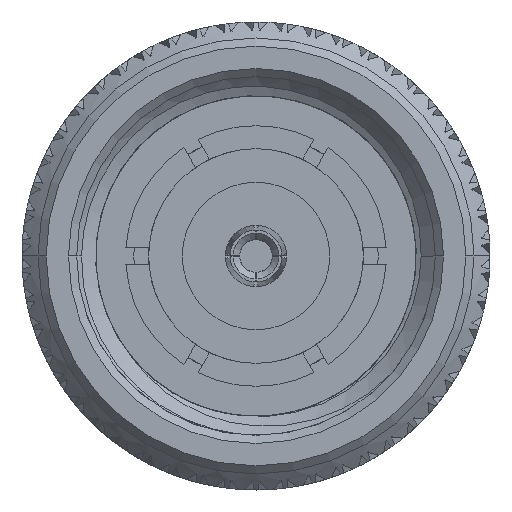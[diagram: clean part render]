
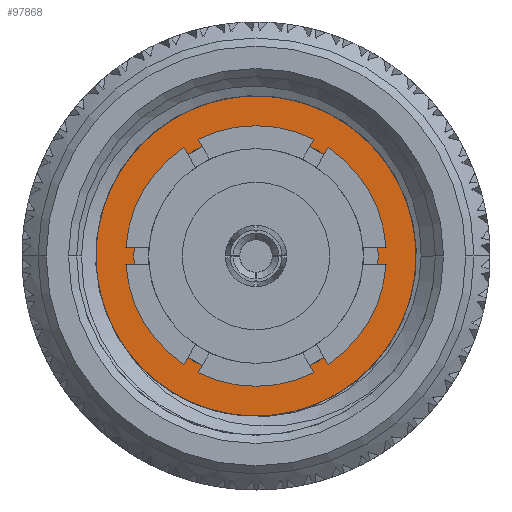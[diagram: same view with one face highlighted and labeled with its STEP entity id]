
A CAD part, left-side view. The second image highlights one B-rep face of the part: STEP entity #97868.
In plain terms, the highlighted planar face has unit normal (-1, 0, 0).
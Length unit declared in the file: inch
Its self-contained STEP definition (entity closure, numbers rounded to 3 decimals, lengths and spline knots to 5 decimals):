
#182 = CARTESIAN_POINT ( 'NONE',  ( 0.315, -0.20629, -0.02311 ) ) ;
#1246 = CARTESIAN_POINT ( 'NONE',  ( 0.315, -0.20807, 0.00748 ) ) ;
#1761 = CARTESIAN_POINT ( 'NONE',  ( 0.315, -0.08576, -0.1772 ) ) ;
#2731 = EDGE_CURVE ( 'NONE', #47797, #69564, #63973, .T. ) ;
#4929 = EDGE_LOOP ( 'NONE', ( #14366, #34387 ) ) ;
#7583 = DIRECTION ( 'NONE',  ( 0., 1., 0. ) ) ;
#8487 = ORIENTED_EDGE ( 'NONE', *, *, #2731, .T. ) ;
#11006 = CARTESIAN_POINT ( 'NONE',  ( 0.315, -0.0929, 0.19804 ) ) ;
#13665 = EDGE_CURVE ( 'NONE', #85164, #88856, #55868, .T. ) ;
#14354 = VECTOR ( 'NONE', #24312, 39.37008 ) ;
#14366 = ORIENTED_EDGE ( 'NONE', *, *, #43596, .T. ) ;
#17553 = CARTESIAN_POINT ( 'NONE',  ( 0.315, -0.13757, -0.14502 ) ) ;
#20477 = EDGE_CURVE ( 'NONE', #69564, #93257, #27739, .T. ) ;
#22748 = CARTESIAN_POINT ( 'NONE',  ( 0.315, -0.11106, 0.18848 ) ) ;
#23054 = ORIENTED_EDGE ( 'NONE', *, *, #20477, .T. ) ;
#23865 = CARTESIAN_POINT ( 'NONE',  ( 0.315, 0.21875, 0. ) ) ;
#24312 = DIRECTION ( 'NONE',  ( 0., 0., 1. ) ) ;
#26783 = CARTESIAN_POINT ( 'NONE',  ( 0.315, -0.19988, 0.06777 ) ) ;
#27739 = B_SPLINE_CURVE_WITH_KNOTS ( 'NONE', 3,
 ( #106355, #41658, #64986, #73680 ),
 .UNSPECIFIED., .F., .F.,
 ( 4, 4 ),
 ( 0., 0.00172 ),
 .UNSPECIFIED. ) ;
#29453 = FACE_OUTER_BOUND ( 'NONE', #84443, .T. ) ;
#29490 = CARTESIAN_POINT ( 'NONE',  ( 0.315, 0., 0. ) ) ;
#29746 = CIRCLE ( 'NONE', #66101, 0.149 ) ;
#31645 = AXIS2_PLACEMENT_3D ( 'NONE', #54982, #72335, #87574 ) ;
#34387 = ORIENTED_EDGE ( 'NONE', *, *, #13665, .T. ) ;
#34392 = CARTESIAN_POINT ( 'NONE',  ( 0.315, -0.20791, 0.01776 ) ) ;
#34916 = CARTESIAN_POINT ( 'NONE',  ( 0.315, -0.1968, 0.07763 ) ) ;
#35061 = ORIENTED_EDGE ( 'NONE', *, *, #37948, .T. ) ;
#36579 = DIRECTION ( 'NONE',  ( 1., 0., 0. ) ) ;
#37948 = EDGE_CURVE ( 'NONE', #93257, #77708, #48750, .T. ) ;
#38008 = CARTESIAN_POINT ( 'NONE',  ( 0.315, -0.16916, 0.13176 ) ) ;
#38043 = ORIENTED_EDGE ( 'NONE', *, *, #57617, .F. ) ;
#38160 = FACE_BOUND ( 'NONE', #4929, .T. ) ;
#38546 = CARTESIAN_POINT ( 'NONE',  ( 0.315, -0.14972, 0.15536 ) ) ;
#39102 = CARTESIAN_POINT ( 'NONE',  ( 0.315, -0.18495, 0.10566 ) ) ;
#41658 = CARTESIAN_POINT ( 'NONE',  ( 0.315, -0.02262, -0.19555 ) ) ;
#42577 = CARTESIAN_POINT ( 'NONE',  ( 0.315, -0.07629, -0.18093 ) ) ;
#43491 = VERTEX_POINT ( 'NONE', #23865 ) ;
#43596 = EDGE_CURVE ( 'NONE', #88856, #85164, #29746, .T. ) ;
#47201 = CARTESIAN_POINT ( 'NONE',  ( 0.315, 0., -0.19555 ) ) ;
#47797 = VERTEX_POINT ( 'NONE', #70843 ) ;
#48750 = B_SPLINE_CURVE_WITH_KNOTS ( 'NONE', 3,
 ( #100167, #42577, #1761, #68561, #91980, #75677, #17553, #66428, #51785, #82738, #74589, #101785, #182, #1246, #34392, #100703, #92517, #26783, #34916, #62941, #39102, #97225, #38008, #85414, #38546, #93594, #22748, #11006 ),
 .UNSPECIFIED., .F., .F.,
 ( 4, 2, 2, 2, 2, 2, 2, 2, 2, 2, 2, 2, 2, 4 ),
 ( 0., 0.00077, 0.00155, 0.00232, 0.0031, 0.00464, 0.00619, 0.00697, 0.00774, 0.00852, 0.00929, 0.01006, 0.01084, 0.01239 ),
 .UNSPECIFIED. ) ;
#49951 = CIRCLE ( 'NONE', #77660, 0.21875 ) ;
#51785 = CARTESIAN_POINT ( 'NONE',  ( 0.315, -0.15915, -0.12333 ) ) ;
#53932 = PLANE ( 'NONE',  #31645 ) ;
#54173 = AXIS2_PLACEMENT_3D ( 'NONE', #106234, #72486, #105696 ) ;
#54982 = CARTESIAN_POINT ( 'NONE',  ( 0.315, 0., 0. ) ) ;
#55868 = CIRCLE ( 'NONE', #54173, 0.149 ) ;
#57617 = EDGE_CURVE ( 'NONE', #47797, #43491, #77141, .T. ) ;
#59110 = CARTESIAN_POINT ( 'NONE',  ( 0.315, 0., 0. ) ) ;
#62941 = CARTESIAN_POINT ( 'NONE',  ( 0.315, -0.18933, 0.09653 ) ) ;
#63494 = EDGE_CURVE ( 'NONE', #43491, #77708, #49951, .T. ) ;
#63973 = LINE ( 'NONE', #80262, #14354 ) ;
#64986 = CARTESIAN_POINT ( 'NONE',  ( 0.315, -0.04518, -0.1916 ) ) ;
#66016 = DIRECTION ( 'NONE',  ( 0., -1., 0. ) ) ;
#66101 = AXIS2_PLACEMENT_3D ( 'NONE', #59110, #67281, #7583 ) ;
#66428 = CARTESIAN_POINT ( 'NONE',  ( 0.315, -0.15227, -0.13097 ) ) ;
#67225 = CARTESIAN_POINT ( 'NONE',  ( 0.315, -0.149, 0. ) ) ;
#67281 = DIRECTION ( 'NONE',  ( 1., 0., 0. ) ) ;
#68561 = CARTESIAN_POINT ( 'NONE',  ( 0.315, -0.10405, -0.16834 ) ) ;
#68690 = CARTESIAN_POINT ( 'NONE',  ( 0.315, -0.06646, -0.18391 ) ) ;
#69564 = VERTEX_POINT ( 'NONE', #47201 ) ;
#70761 = DIRECTION ( 'NONE',  ( 0., -1., 0. ) ) ;
#70843 = CARTESIAN_POINT ( 'NONE',  ( 0.315, 0., -0.21875 ) ) ;
#72335 = DIRECTION ( 'NONE',  ( -1., 0., 0. ) ) ;
#72486 = DIRECTION ( 'NONE',  ( 1., 0., 0. ) ) ;
#73680 = CARTESIAN_POINT ( 'NONE',  ( 0.315, -0.06646, -0.18391 ) ) ;
#74589 = CARTESIAN_POINT ( 'NONE',  ( 0.315, -0.18775, -0.08136 ) ) ;
#74724 = CARTESIAN_POINT ( 'NONE',  ( 0.315, 0., 0. ) ) ;
#75677 = CARTESIAN_POINT ( 'NONE',  ( 0.315, -0.12971, -0.15147 ) ) ;
#77141 = CIRCLE ( 'NONE', #104954, 0.21875 ) ;
#77660 = AXIS2_PLACEMENT_3D ( 'NONE', #29490, #36579, #70761 ) ;
#77708 = VERTEX_POINT ( 'NONE', #87203 ) ;
#80262 = CARTESIAN_POINT ( 'NONE',  ( 0.315, 0., 0. ) ) ;
#82076 = ORIENTED_EDGE ( 'NONE', *, *, #63494, .F. ) ;
#82738 = CARTESIAN_POINT ( 'NONE',  ( 0.315, -0.17788, -0.09907 ) ) ;
#84443 = EDGE_LOOP ( 'NONE', ( #38043, #8487, #23054, #35061, #82076 ) ) ;
#85164 = VERTEX_POINT ( 'NONE', #67225 ) ;
#85414 = CARTESIAN_POINT ( 'NONE',  ( 0.315, -0.15654, 0.14785 ) ) ;
#87203 = CARTESIAN_POINT ( 'NONE',  ( 0.315, -0.0929, 0.19804 ) ) ;
#87574 = DIRECTION ( 'NONE',  ( 0., -1., 0. ) ) ;
#88856 = VERTEX_POINT ( 'NONE', #100256 ) ;
#91980 = CARTESIAN_POINT ( 'NONE',  ( 0.315, -0.11289, -0.16317 ) ) ;
#92517 = CARTESIAN_POINT ( 'NONE',  ( 0.315, -0.20454, 0.04797 ) ) ;
#93257 = VERTEX_POINT ( 'NONE', #68690 ) ;
#93594 = CARTESIAN_POINT ( 'NONE',  ( 0.315, -0.12779, 0.17637 ) ) ;
#97225 = CARTESIAN_POINT ( 'NONE',  ( 0.315, -0.17488, 0.12324 ) ) ;
#97868 = ADVANCED_FACE ( 'NONE', ( #38160, #29453 ), #53932, .T. ) ;
#100167 = CARTESIAN_POINT ( 'NONE',  ( 0.315, -0.06646, -0.18391 ) ) ;
#100256 = CARTESIAN_POINT ( 'NONE',  ( 0.315, 0.149, 0. ) ) ;
#100299 = DIRECTION ( 'NONE',  ( 1., 0., 0. ) ) ;
#100703 = CARTESIAN_POINT ( 'NONE',  ( 0.315, -0.20615, 0.03797 ) ) ;
#101785 = CARTESIAN_POINT ( 'NONE',  ( 0.315, -0.20212, -0.04292 ) ) ;
#104954 = AXIS2_PLACEMENT_3D ( 'NONE', #74724, #100299, #66016 ) ;
#105696 = DIRECTION ( 'NONE',  ( 0., 1., 0. ) ) ;
#106234 = CARTESIAN_POINT ( 'NONE',  ( 0.315, 0., 0. ) ) ;
#106355 = CARTESIAN_POINT ( 'NONE',  ( 0.315, 0., -0.19555 ) ) ;
